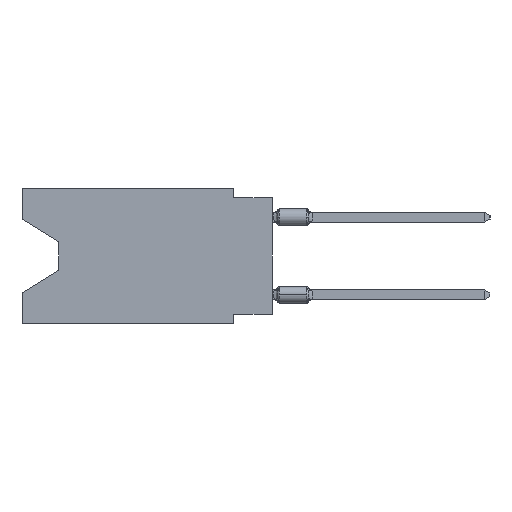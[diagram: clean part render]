
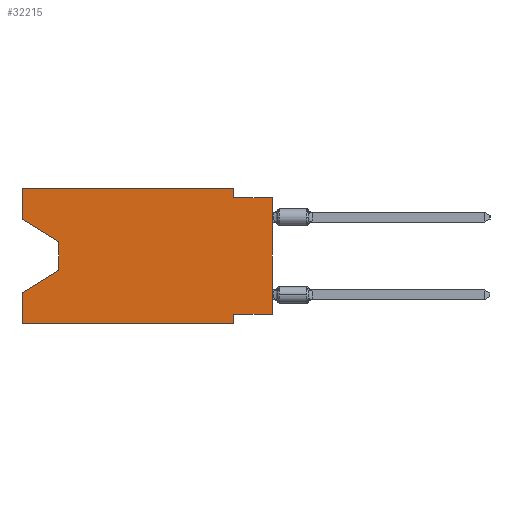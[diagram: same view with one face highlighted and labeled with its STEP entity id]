
A CAD part, left-side view. The second image highlights one B-rep face of the part: STEP entity #32215.
In plain terms, the highlighted planar face has unit normal (-1, 0, 0).
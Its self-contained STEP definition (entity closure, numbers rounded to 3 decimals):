
#386 = VECTOR ( 'NONE', #4797, 1000. ) ;
#430 = VERTEX_POINT ( 'NONE', #32501 ) ;
#897 = LINE ( 'NONE', #9200, #31123 ) ;
#1354 = CARTESIAN_POINT ( 'NONE',  ( 0., 2.54, -8.255 ) ) ;
#1522 = CARTESIAN_POINT ( 'NONE',  ( 0., 16.383, 0. ) ) ;
#2034 = DIRECTION ( 'NONE',  ( 0., -1., 0. ) ) ;
#2116 = DIRECTION ( 'NONE',  ( 0., 0., 1. ) ) ;
#2473 = VECTOR ( 'NONE', #4444, 1000. ) ;
#3595 = ORIENTED_EDGE ( 'NONE', *, *, #11406, .F. ) ;
#3666 = EDGE_CURVE ( 'NONE', #430, #21853, #11911, .T. ) ;
#3775 = FACE_OUTER_BOUND ( 'NONE', #26722, .T. ) ;
#3838 = EDGE_CURVE ( 'NONE', #7032, #18387, #15675, .T. ) ;
#4290 = CARTESIAN_POINT ( 'NONE',  ( 0., 0., -0.635 ) ) ;
#4369 = CARTESIAN_POINT ( 'NONE',  ( 0., 16.383, 0. ) ) ;
#4444 = DIRECTION ( 'NONE',  ( 0., 0., 1. ) ) ;
#4720 = ORIENTED_EDGE ( 'NONE', *, *, #6042, .T. ) ;
#4797 = DIRECTION ( 'NONE',  ( 0., -1., 0. ) ) ;
#4956 = LINE ( 'NONE', #33821, #2473 ) ;
#5661 = ORIENTED_EDGE ( 'NONE', *, *, #3838, .F. ) ;
#5700 = EDGE_CURVE ( 'NONE', #16006, #32247, #17184, .T. ) ;
#5728 = CARTESIAN_POINT ( 'NONE',  ( 0., 16.383, -2.038 ) ) ;
#5944 = VERTEX_POINT ( 'NONE', #23722 ) ;
#6042 = EDGE_CURVE ( 'NONE', #5944, #15291, #32526, .T. ) ;
#6539 = EDGE_CURVE ( 'NONE', #16006, #21853, #4956, .T. ) ;
#6547 = DIRECTION ( 'NONE',  ( 0., -0.855, -0.519 ) ) ;
#7032 = VERTEX_POINT ( 'NONE', #30685 ) ;
#7211 = ORIENTED_EDGE ( 'NONE', *, *, #7497, .F. ) ;
#7400 = CARTESIAN_POINT ( 'NONE',  ( 0., 16.383, 0. ) ) ;
#7497 = EDGE_CURVE ( 'NONE', #28821, #7032, #33226, .T. ) ;
#7575 = EDGE_CURVE ( 'NONE', #33013, #5944, #16087, .T. ) ;
#8602 = ORIENTED_EDGE ( 'NONE', *, *, #3666, .F. ) ;
#8853 = CARTESIAN_POINT ( 'NONE',  ( 0., 13.97, -5.385 ) ) ;
#9200 = CARTESIAN_POINT ( 'NONE',  ( 0., 2.54, 0. ) ) ;
#9438 = ORIENTED_EDGE ( 'NONE', *, *, #7575, .T. ) ;
#9571 = CARTESIAN_POINT ( 'NONE',  ( 0., 0., -0.635 ) ) ;
#9649 = ORIENTED_EDGE ( 'NONE', *, *, #14549, .T. ) ;
#11406 = EDGE_CURVE ( 'NONE', #18387, #430, #897, .T. ) ;
#11600 = CARTESIAN_POINT ( 'NONE',  ( 0., 16.383, -6.852 ) ) ;
#11911 = LINE ( 'NONE', #4290, #19723 ) ;
#11962 = CARTESIAN_POINT ( 'NONE',  ( 0., 16.383, -8.89 ) ) ;
#13877 = CARTESIAN_POINT ( 'NONE',  ( 0., 13.97, -3.505 ) ) ;
#13903 = DIRECTION ( 'NONE',  ( 0., 1., 0. ) ) ;
#14316 = LINE ( 'NONE', #17255, #26041 ) ;
#14414 = EDGE_CURVE ( 'NONE', #32247, #17754, #26515, .T. ) ;
#14549 = EDGE_CURVE ( 'NONE', #32647, #17754, #25084, .T. ) ;
#15291 = VERTEX_POINT ( 'NONE', #11600 ) ;
#15675 = LINE ( 'NONE', #17939, #386 ) ;
#16006 = VERTEX_POINT ( 'NONE', #23208 ) ;
#16087 = LINE ( 'NONE', #26630, #21035 ) ;
#16974 = ORIENTED_EDGE ( 'NONE', *, *, #14414, .F. ) ;
#17184 = LINE ( 'NONE', #27747, #25345 ) ;
#17255 = CARTESIAN_POINT ( 'NONE',  ( 0., 16.383, -2.038 ) ) ;
#17754 = VERTEX_POINT ( 'NONE', #23260 ) ;
#17939 = CARTESIAN_POINT ( 'NONE',  ( 0., 16.383, 0. ) ) ;
#18387 = VERTEX_POINT ( 'NONE', #22110 ) ;
#18722 = ORIENTED_EDGE ( 'NONE', *, *, #5700, .F. ) ;
#19723 = VECTOR ( 'NONE', #2034, 1000. ) ;
#21035 = VECTOR ( 'NONE', #31654, 1000. ) ;
#21690 = CARTESIAN_POINT ( 'NONE',  ( 0., 16.383, -8.89 ) ) ;
#21853 = VERTEX_POINT ( 'NONE', #9571 ) ;
#21933 = ORIENTED_EDGE ( 'NONE', *, *, #25186, .T. ) ;
#22110 = CARTESIAN_POINT ( 'NONE',  ( 0., 2.54, 0. ) ) ;
#22337 = DIRECTION ( 'NONE',  ( 0., 0.855, -0.519 ) ) ;
#22482 = DIRECTION ( 'NONE',  ( 0., -1., 0. ) ) ;
#22497 = DIRECTION ( 'NONE',  ( 0., 0., -1. ) ) ;
#23208 = CARTESIAN_POINT ( 'NONE',  ( 0., 0., -8.255 ) ) ;
#23260 = CARTESIAN_POINT ( 'NONE',  ( 0., 2.54, -8.89 ) ) ;
#23722 = CARTESIAN_POINT ( 'NONE',  ( 0., 13.97, -5.385 ) ) ;
#25028 = DIRECTION ( 'NONE',  ( 1., 0., 0. ) ) ;
#25084 = LINE ( 'NONE', #11962, #32657 ) ;
#25186 = EDGE_CURVE ( 'NONE', #28821, #33013, #14316, .T. ) ;
#25201 = PLANE ( 'NONE',  #33690 ) ;
#25345 = VECTOR ( 'NONE', #13903, 1000. ) ;
#25535 = LINE ( 'NONE', #7400, #30551 ) ;
#26033 = ORIENTED_EDGE ( 'NONE', *, *, #33600, .F. ) ;
#26041 = VECTOR ( 'NONE', #6547, 1000. ) ;
#26515 = LINE ( 'NONE', #26864, #31021 ) ;
#26630 = CARTESIAN_POINT ( 'NONE',  ( 0., 13.97, -3.505 ) ) ;
#26722 = EDGE_LOOP ( 'NONE', ( #21933, #9438, #4720, #26033, #9649, #16974, #18722, #30345, #8602, #3595, #5661, #7211 ) ) ;
#26864 = CARTESIAN_POINT ( 'NONE',  ( 0., 2.54, -8.89 ) ) ;
#27747 = CARTESIAN_POINT ( 'NONE',  ( 0., 0., -8.255 ) ) ;
#28821 = VERTEX_POINT ( 'NONE', #5728 ) ;
#29706 = DIRECTION ( 'NONE',  ( 0., 0., -1. ) ) ;
#30345 = ORIENTED_EDGE ( 'NONE', *, *, #6539, .T. ) ;
#30551 = VECTOR ( 'NONE', #31415, 1000. ) ;
#30685 = CARTESIAN_POINT ( 'NONE',  ( 0., 16.383, 0. ) ) ;
#30854 = VECTOR ( 'NONE', #22337, 1000. ) ;
#31021 = VECTOR ( 'NONE', #31369, 1000. ) ;
#31123 = VECTOR ( 'NONE', #22497, 1000. ) ;
#31369 = DIRECTION ( 'NONE',  ( 0., 0., -1. ) ) ;
#31415 = DIRECTION ( 'NONE',  ( 0., 0., 1. ) ) ;
#31654 = DIRECTION ( 'NONE',  ( 0., 0., -1. ) ) ;
#32056 = VECTOR ( 'NONE', #2116, 1000. ) ;
#32215 = ADVANCED_FACE ( 'NONE', ( #3775 ), #25201, .F. ) ;
#32247 = VERTEX_POINT ( 'NONE', #1354 ) ;
#32501 = CARTESIAN_POINT ( 'NONE',  ( 0., 2.54, -0.635 ) ) ;
#32526 = LINE ( 'NONE', #8853, #30854 ) ;
#32647 = VERTEX_POINT ( 'NONE', #21690 ) ;
#32657 = VECTOR ( 'NONE', #22482, 1000. ) ;
#33013 = VERTEX_POINT ( 'NONE', #13877 ) ;
#33226 = LINE ( 'NONE', #4369, #32056 ) ;
#33600 = EDGE_CURVE ( 'NONE', #32647, #15291, #25535, .T. ) ;
#33690 = AXIS2_PLACEMENT_3D ( 'NONE', #1522, #25028, #29706 ) ;
#33821 = CARTESIAN_POINT ( 'NONE',  ( 0., 0., 0. ) ) ;
